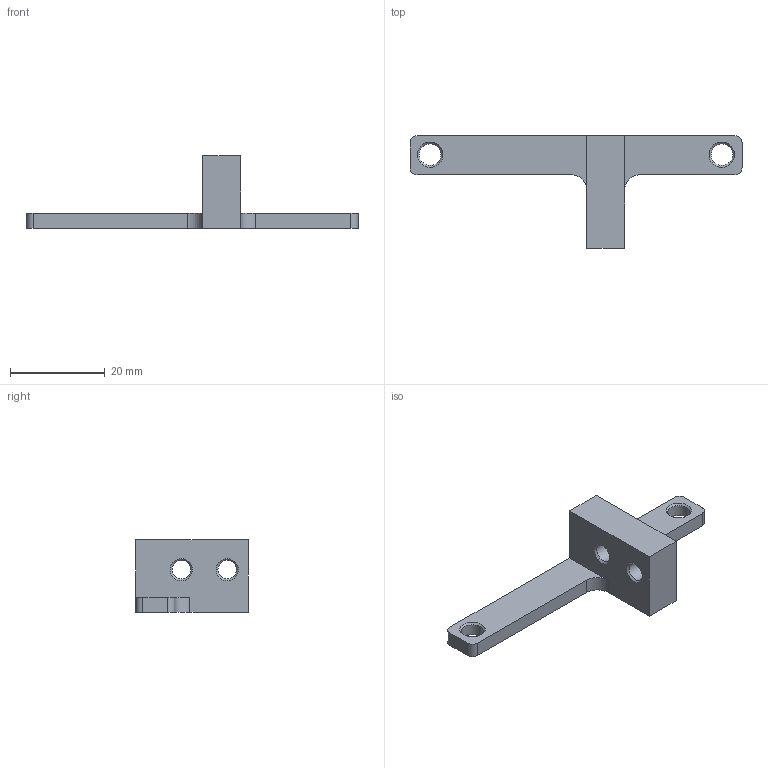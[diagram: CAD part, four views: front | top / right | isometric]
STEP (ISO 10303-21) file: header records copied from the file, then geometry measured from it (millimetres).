
FILE_DESCRIPTION(/* description */ (''),/* implementation_level */ '2;1');
FILE_NAME(/* name */ 'Horizontal Mount.stp',/* time_stamp */ '2025-12-05T11:01:38-05:00',/* author */ (''),/* organization */ (''),/* preprocessor_version */ 'ST-DEVELOPER v20',/* originating_system */ 'SIEMENS PLM Software NX2506.1700',/* authorisation */ '');
FILE_SCHEMA (('AUTOMOTIVE_DESIGN { 1 0 10303 214 3 1 1 1 }'));
Length unit declared in the file: millimetre
Products named in the file (1): Horizontal Mount
Bounding box: 70 x 23.75 x 15.35 mm (x, y, z)
Volume: 4243.6 mm3; surface area: 2911.3 mm2
Topology: 1 solids, 1 shells, 30 faces, 82 edges, 54 vertices
Faces by surface type: plane 12, cylinder 10, cone 8
Full cylindrical faces by diameter (mm): 3.912 x2, 4.572 x2
Entity records: 884 total; most frequent: DIRECTION 154, CARTESIAN_POINT 143, ORIENTED_EDGE 128, EDGE_CURVE 64, AXIS2_PLACEMENT_3D 59, EDGE_LOOP 50, VERTEX_POINT 48, FACE_BOUND 37
